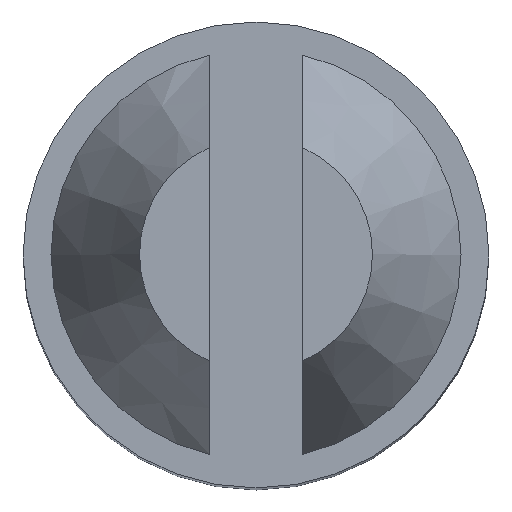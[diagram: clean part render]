
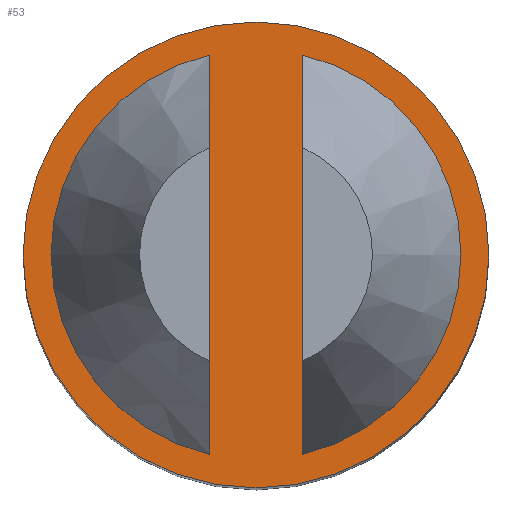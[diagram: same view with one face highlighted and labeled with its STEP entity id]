
A CAD part, top view. The second image highlights one B-rep face of the part: STEP entity #53.
In plain terms, the highlighted planar face has unit normal (0, 0, 1).
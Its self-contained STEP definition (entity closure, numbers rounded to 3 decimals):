
#53 = ADVANCED_FACE( '', ( #118, #119, #120 ), #121, .F. );
#118 = FACE_BOUND( '', #193, .T. );
#119 = FACE_BOUND( '', #194, .T. );
#120 = FACE_OUTER_BOUND( '', #195, .T. );
#121 = PLANE( '', #196 );
#193 = EDGE_LOOP( '', ( #279, #280 ) );
#194 = EDGE_LOOP( '', ( #281, #282 ) );
#195 = EDGE_LOOP( '', ( #283 ) );
#196 = AXIS2_PLACEMENT_3D( '', #284, #285, #286 );
#279 = ORIENTED_EDGE( '', *, *, #439, .T. );
#280 = ORIENTED_EDGE( '', *, *, #429, .T. );
#281 = ORIENTED_EDGE( '', *, *, #440, .T. );
#282 = ORIENTED_EDGE( '', *, *, #441, .F. );
#283 = ORIENTED_EDGE( '', *, *, #442, .F. );
#284 = CARTESIAN_POINT( '', ( -2., 0., 6.35 ) );
#285 = DIRECTION( '', ( 0., 0., -1. ) );
#286 = DIRECTION( '', ( -1., 0., 0. ) );
#429 = EDGE_CURVE( '', #497, #501, #503, .T. );
#439 = EDGE_CURVE( '', #501, #497, #519, .T. );
#440 = EDGE_CURVE( '', #520, #521, #522, .T. );
#441 = EDGE_CURVE( '', #520, #521, #523, .T. );
#442 = EDGE_CURVE( '', #524, #524, #525, .T. );
#497 = VERTEX_POINT( '', #594 );
#501 = VERTEX_POINT( '', #599 );
#503 = CIRCLE( '', #602, 2. );
#519 = LINE( '', #625, #626 );
#520 = VERTEX_POINT( '', #627 );
#521 = VERTEX_POINT( '', #628 );
#522 = CIRCLE( '', #629, 2. );
#523 = LINE( '', #630, #631 );
#524 = VERTEX_POINT( '', #632 );
#525 = CIRCLE( '', #633, 2.5 );
#594 = CARTESIAN_POINT( '', ( 0.5, 1.936, 6.35 ) );
#599 = CARTESIAN_POINT( '', ( 0.5, -1.936, 6.35 ) );
#602 = AXIS2_PLACEMENT_3D( '', #754, #755, #756 );
#625 = CARTESIAN_POINT( '', ( 0.5, -2.5, 6.35 ) );
#626 = VECTOR( '', #767, 1000. );
#627 = CARTESIAN_POINT( '', ( -0.5, -1.936, 6.35 ) );
#628 = CARTESIAN_POINT( '', ( -0.5, 1.936, 6.35 ) );
#629 = AXIS2_PLACEMENT_3D( '', #768, #769, #770 );
#630 = CARTESIAN_POINT( '', ( -0.5, -2.5, 6.35 ) );
#631 = VECTOR( '', #771, 1000. );
#632 = CARTESIAN_POINT( '', ( -2.5, 0., 6.35 ) );
#633 = AXIS2_PLACEMENT_3D( '', #772, #773, #774 );
#754 = CARTESIAN_POINT( '', ( 0., 0., 6.35 ) );
#755 = DIRECTION( '', ( 0., 0., -1. ) );
#756 = DIRECTION( '', ( -1., 0., 0. ) );
#767 = DIRECTION( '', ( 0., 1., 0. ) );
#768 = CARTESIAN_POINT( '', ( 0., 0., 6.35 ) );
#769 = DIRECTION( '', ( 0., 0., -1. ) );
#770 = DIRECTION( '', ( -1., 0., 0. ) );
#771 = DIRECTION( '', ( 0., 1., 0. ) );
#772 = CARTESIAN_POINT( '', ( 0., 0., 6.35 ) );
#773 = DIRECTION( '', ( 0., 0., -1. ) );
#774 = DIRECTION( '', ( -1., 0., 0. ) );
